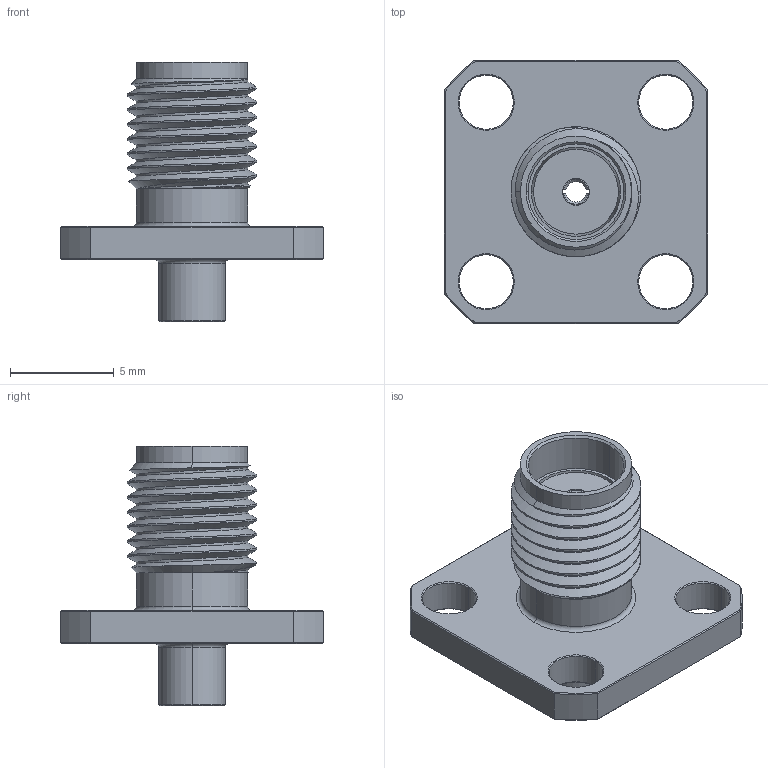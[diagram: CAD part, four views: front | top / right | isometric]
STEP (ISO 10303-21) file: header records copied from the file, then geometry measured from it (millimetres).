
FILE_DESCRIPTION (( 'STEP AP214' ), '1' );
FILE_NAME ('30-279-D3-HA.STEP', '2024-05-22T16:14:53', ( '' ), ( '' ), 'SwSTEP 2.0', 'SolidWorks 2023', '' );
FILE_SCHEMA (( 'AUTOMOTIVE_DESIGN' ));
Length unit declared in the file: millimetre
Products named in the file (1): 30-279-D3-HA
Bounding box: 12.7 x 12.7 x 12.5 mm (x, y, z)
Surface area: 706.5 mm2 (no closed solid volume)
Topology: 0 solids, 4 shells, 104 faces, 251 edges, 155 vertices
Faces by surface type: cone 39, cylinder 38, plane 20, torus 4, bspline 3
Entity records: 4172 total; most frequent: CARTESIAN_POINT 1813, DIRECTION 496, ORIENTED_EDGE 482, EDGE_CURVE 251, AXIS2_PLACEMENT_3D 203, VERTEX_POINT 155, EDGE_LOOP 118, FACE_OUTER_BOUND 104
